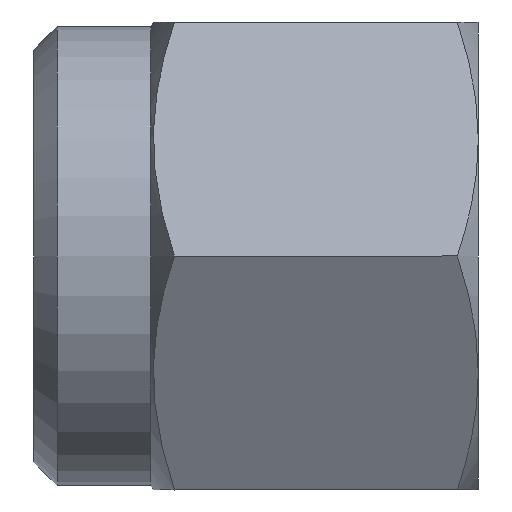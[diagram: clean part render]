
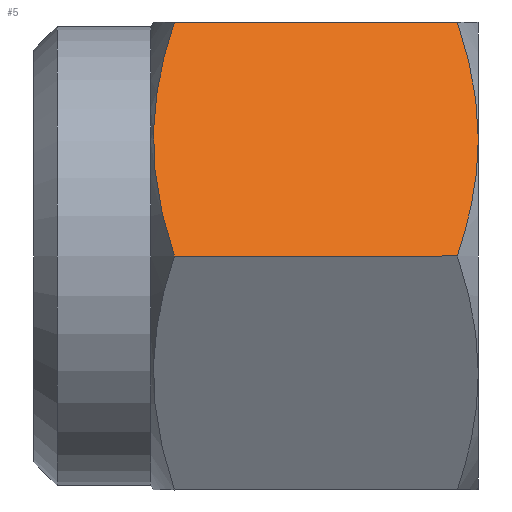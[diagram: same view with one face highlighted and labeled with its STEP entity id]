
A CAD part, left-side view. The second image highlights one B-rep face of the part: STEP entity #5.
In plain terms, the highlighted planar face has unit normal (-0.866, 0, 0.5).
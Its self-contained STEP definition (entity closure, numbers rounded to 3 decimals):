
#5 = ADVANCED_FACE ( 'NONE', ( #129 ), #592, .T. ) ;
#33 = VECTOR ( 'NONE', #646, 1000. ) ;
#43 = VECTOR ( 'NONE', #666, 1000. ) ;
#57 = LINE ( 'NONE', #763, #33 ) ;
#95 = VERTEX_POINT ( 'NONE', #741 ) ;
#129 = FACE_OUTER_BOUND ( 'NONE', #169, .T. ) ;
#169 = EDGE_LOOP ( 'NONE', ( #262, #296, #210, #202, #209 ) ) ;
#202 = ORIENTED_EDGE ( 'NONE', *, *, #493, .T. ) ;
#209 = ORIENTED_EDGE ( 'NONE', *, *, #372, .T. ) ;
#210 = ORIENTED_EDGE ( 'NONE', *, *, #482, .T. ) ;
#246 = LINE ( 'NONE', #612, #43 ) ;
#256 = VERTEX_POINT ( 'NONE', #726 ) ;
#262 = ORIENTED_EDGE ( 'NONE', *, *, #468, .T. ) ;
#296 = ORIENTED_EDGE ( 'NONE', *, *, #366, .T. ) ;
#297 = VERTEX_POINT ( 'NONE', #658 ) ;
#302 = VERTEX_POINT ( 'NONE', #664 ) ;
#305 = VERTEX_POINT ( 'NONE', #659 ) ;
#366 = EDGE_CURVE ( 'NONE', #302, #305, #246, .T. ) ;
#372 = EDGE_CURVE ( 'NONE', #95, #256, #57, .T. ) ;
#377 = AXIS2_PLACEMENT_3D ( 'NONE', #590, #586, #572 ) ;
#468 = EDGE_CURVE ( 'NONE', #256, #302, #907, .T. ) ;
#482 = EDGE_CURVE ( 'NONE', #305, #297, #909, .T. ) ;
#493 = EDGE_CURVE ( 'NONE', #297, #95, #888, .T. ) ;
#572 = DIRECTION ( 'NONE',  ( 0.5, 0., 0.866 ) ) ;
#586 = DIRECTION ( 'NONE',  ( -0.866, 0., 0.5 ) ) ;
#590 = CARTESIAN_POINT ( 'NONE',  ( -5.774, -0.042, 0. ) ) ;
#592 = PLANE ( 'NONE',  #377 ) ;
#612 = CARTESIAN_POINT ( 'NONE',  ( -5.774, 3.482, 0. ) ) ;
#646 = DIRECTION ( 'NONE',  ( 0., 1., 0. ) ) ;
#658 = CARTESIAN_POINT ( 'NONE',  ( -4.33, 0., 2.5 ) ) ;
#659 = CARTESIAN_POINT ( 'NONE',  ( -5.774, 0.447, 0. ) ) ;
#664 = CARTESIAN_POINT ( 'NONE',  ( -5.774, 6.496, 0. ) ) ;
#666 = DIRECTION ( 'NONE',  ( 0., -1., 0. ) ) ;
#726 = CARTESIAN_POINT ( 'NONE',  ( -2.887, 6.496, 5. ) ) ;
#741 = CARTESIAN_POINT ( 'NONE',  ( -2.887, 0.447, 5. ) ) ;
#763 = CARTESIAN_POINT ( 'NONE',  ( -2.887, 3.482, 5. ) ) ;
#816 = CARTESIAN_POINT ( 'NONE',  ( -2.887, 0.447, 5. ) ) ;
#817 = CARTESIAN_POINT ( 'NONE',  ( -3.358, 0.174, 4.183 ) ) ;
#821 = CARTESIAN_POINT ( 'NONE',  ( -4.33, 0., 2.5 ) ) ;
#822 = CARTESIAN_POINT ( 'NONE',  ( -3.837, 0., 3.353 ) ) ;
#834 = CARTESIAN_POINT ( 'NONE',  ( -4.33, 0., 2.5 ) ) ;
#835 = CARTESIAN_POINT ( 'NONE',  ( -4.823, 0., 1.647 ) ) ;
#839 = CARTESIAN_POINT ( 'NONE',  ( -5.774, 0.447, 0. ) ) ;
#840 = CARTESIAN_POINT ( 'NONE',  ( -5.302, 0.174, 0.817 ) ) ;
#845 = CARTESIAN_POINT ( 'NONE',  ( -5.774, 6.496, 0. ) ) ;
#846 = CARTESIAN_POINT ( 'NONE',  ( -5.538, 6.632, 0.409 ) ) ;
#848 = CARTESIAN_POINT ( 'NONE',  ( -5.3, 6.744, 0.821 ) ) ;
#849 = CARTESIAN_POINT ( 'NONE',  ( -4.938, 6.861, 1.446 ) ) ;
#850 = CARTESIAN_POINT ( 'NONE',  ( -4.817, 6.891, 1.656 ) ) ;
#852 = CARTESIAN_POINT ( 'NONE',  ( -4.573, 6.932, 2.079 ) ) ;
#853 = CARTESIAN_POINT ( 'NONE',  ( -4.45, 6.942, 2.292 ) ) ;
#855 = CARTESIAN_POINT ( 'NONE',  ( -3.837, 6.942, 3.355 ) ) ;
#865 = CARTESIAN_POINT ( 'NONE',  ( -2.887, 6.496, 5. ) ) ;
#866 = CARTESIAN_POINT ( 'NONE',  ( -3.358, 6.768, 4.184 ) ) ;
#888 = B_SPLINE_CURVE_WITH_KNOTS ( 'NONE', 3,
 ( #821, #822, #817, #816 ),
 .UNSPECIFIED., .F., .F.,
 ( 4, 4 ),
 ( 0., 0.003 ),
 .UNSPECIFIED. ) ;
#907 = B_SPLINE_CURVE_WITH_KNOTS ( 'NONE', 3,
 ( #865, #866, #855, #853, #852, #850, #849, #848, #846, #845 ),
 .UNSPECIFIED., .F., .F.,
 ( 4, 2, 2, 2, 4 ),
 ( 0., 0.003, 0.004, 0.004, 0.006 ),
 .UNSPECIFIED. ) ;
#909 = B_SPLINE_CURVE_WITH_KNOTS ( 'NONE', 3,
 ( #839, #840, #835, #834 ),
 .UNSPECIFIED., .F., .F.,
 ( 4, 4 ),
 ( 0., 0.003 ),
 .UNSPECIFIED. ) ;
